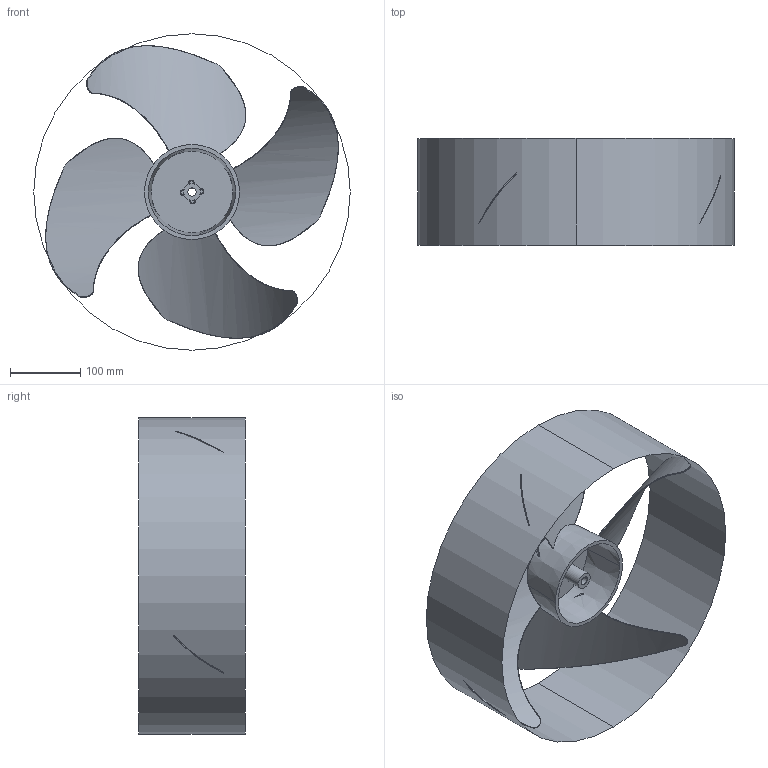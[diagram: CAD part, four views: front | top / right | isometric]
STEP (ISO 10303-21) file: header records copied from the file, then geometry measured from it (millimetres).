
FILE_DESCRIPTION((''),'2;1');
FILE_NAME('191U139420_ASM','2023-02-13T14:17:37',('U420394'),('DANFOSS COMMERCIAL COMPRESSOR'),'CREO PARAMETRIC BY PTC INC, 2022124','CREO PARAMETRIC BY PTC INC, 2022124','');
FILE_SCHEMA(('CONFIG_CONTROL_DESIGN'));
Length unit declared in the file: millimetre
Products named in the file (3): 191U139420; 191U139420-01; 191U139420_ASM
Assembly tree (5 placements, depth 2):
  191U139420_ASM
    191U139420
    191U139420-01  x4
Bounding box: 450 x 152 x 450 mm (x, y, z)
Volume: 449340.1 mm3; surface area: 732906.2 mm2
Topology: 5 solids, 14 shells, 122 faces, 319 edges, 213 vertices
Faces by surface type: bspline 64, cylinder 46, plane 6, cone 4, torus 2
Entity records: 5596 total; most frequent: CARTESIAN_POINT 3644, ORIENTED_EDGE 434, DIRECTION 274, EDGE_CURVE 229, VERTEX_POINT 153, B_SPLINE_CURVE_WITH_KNOTS 122, AXIS2_PLACEMENT_3D 109, EDGE_LOOP 94
